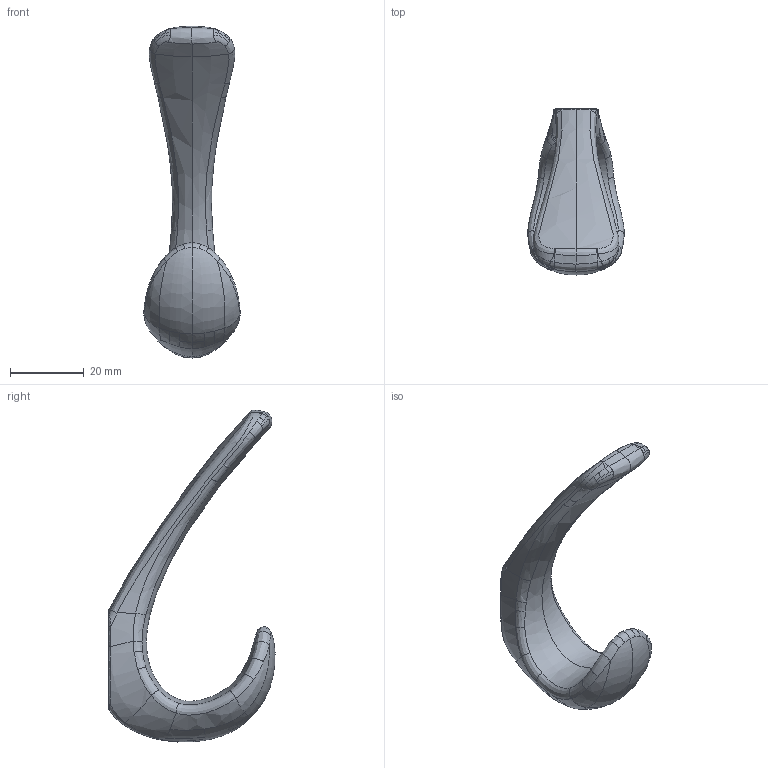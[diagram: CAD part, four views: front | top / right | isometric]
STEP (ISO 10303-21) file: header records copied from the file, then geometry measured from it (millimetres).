
FILE_DESCRIPTION(/* description */ (''),/* implementation_level */ '2;1');
FILE_NAME(/* name */ 'hl-1610',/* time_stamp */ '2020-12-17T16:45:58+08:00',/* author */ (''),/* organization */ (''),/* preprocessor_version */ 'ST-DEVELOPER v16.5',/* originating_system */ '',/* authorisation */ '');
FILE_SCHEMA (('AUTOMOTIVE_DESIGN'));
Length unit declared in the file: millimetre
Products named in the file (1): Document
Bounding box: 26.05 x 44.9 x 89.77 mm (x, y, z)
Volume: 1034.6 mm3; surface area: 8026.2 mm2
Topology: 1 solids, 2 shells, 158 faces, 390 edges, 235 vertices
Faces by surface type: bspline 148, plane 10
Entity records: 19575 total; most frequent: CARTESIAN_POINT 17255, ORIENTED_EDGE 786, EDGE_CURVE 396, B_SPLINE_CURVE_WITH_KNOTS 268, VERTEX_POINT 235, EDGE_LOOP 163, ADVANCED_FACE 158, FACE_OUTER_BOUND 158
